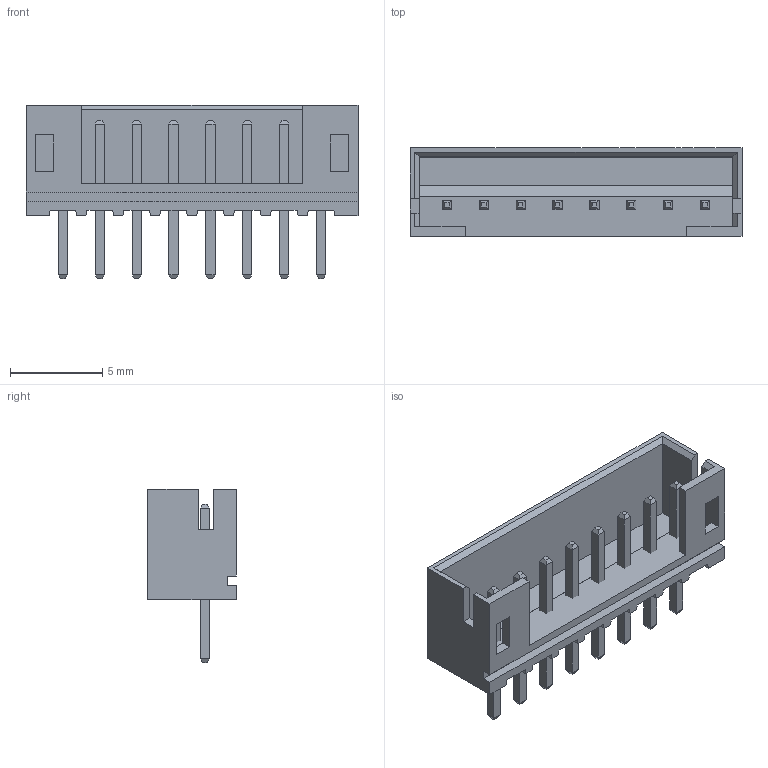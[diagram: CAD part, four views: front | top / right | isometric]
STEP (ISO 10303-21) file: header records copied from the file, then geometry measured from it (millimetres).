
FILE_DESCRIPTION(('STEP AP214'), '1');
FILE_NAME('DS1066', '2019-04-17T17:28:22', ('Nobody'), (''), 'ASCON STEP Converter 1.3', 'ASCON Math Kernel', '');
FILE_SCHEMA(('AUTOMOTIVE_DESIGN { 1 0 10303 214 3 1 1}'));
Length unit declared in the file: millimetre
Assembly tree (9 placements, depth 2):
  (unnamed)
    (unnamed)
    (unnamed)  x8
Bounding box: 18 x 4.8 x 9.4 mm (x, y, z)
Volume: 182.2 mm3; surface area: 706.8 mm2
Topology: 9 solids, 9 shells, 191 faces, 459 edges, 284 vertices
Faces by surface type: plane 191
Entity records: 4016 total; most frequent: CARTESIAN_POINT 538, ORIENTED_EDGE 526, DIRECTION 469, EDGE_CURVE 263, LINE 263, VECTOR 263, VERTEX_POINT 172, AXIS2_PLACEMENT_3D 103
